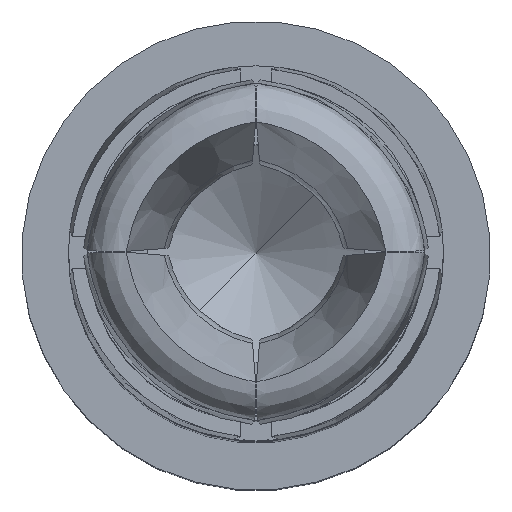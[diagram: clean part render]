
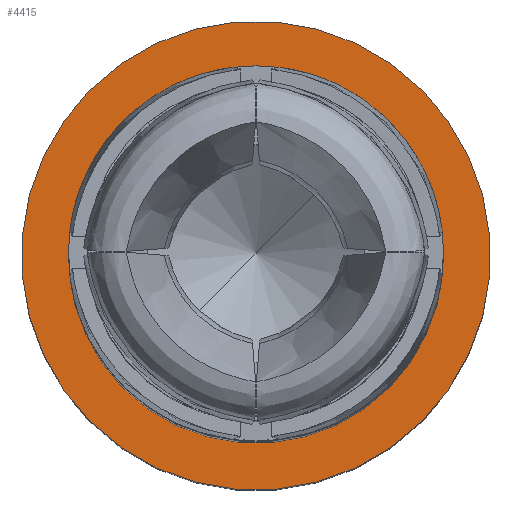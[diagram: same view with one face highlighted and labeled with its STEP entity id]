
A CAD part, top view. The second image highlights one B-rep face of the part: STEP entity #4415.
In plain terms, the highlighted planar face has unit normal (0, 0, 1).
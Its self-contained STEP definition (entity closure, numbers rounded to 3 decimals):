
#1094=CARTESIAN_POINT('',(0.,0.,-6.05));
#1095=DIRECTION('',(0.,0.,-1.));
#1096=DIRECTION('',(0.707,0.707,0.));
#1097=AXIS2_PLACEMENT_3D('',#1094,#1095,#1096);
#1107=CARTESIAN_POINT('',(0.,0.,-6.05));
#1108=DIRECTION('',(0.,0.,1.));
#1109=DIRECTION('',(0.707,0.707,0.));
#1110=AXIS2_PLACEMENT_3D('',#1107,#1108,#1109);
#1166=CARTESIAN_POINT('',(0.,0.,-6.05));
#1167=DIRECTION('',(0.,0.,-1.));
#1168=DIRECTION('',(0.707,0.707,0.));
#1169=AXIS2_PLACEMENT_3D('',#1166,#1167,#1168);
#1171=CARTESIAN_POINT('',(0.,0.,-6.05));
#1172=DIRECTION('',(0.,0.,1.));
#1173=DIRECTION('',(0.707,0.707,0.));
#1174=AXIS2_PLACEMENT_3D('',#1171,#1172,#1173);
#2506=CARTESIAN_POINT('',(0.884,0.884,-6.05));
#2508=VERTEX_POINT('',#2506);
#2509=CARTESIAN_POINT('',(0.707,0.707,-6.05));
#2511=VERTEX_POINT('',#2509);
#2516=CARTESIAN_POINT('',(-0.884,-0.884,-6.05));
#2518=VERTEX_POINT('',#2516);
#2519=CARTESIAN_POINT('',(-0.707,-0.707,-6.05));
#2521=VERTEX_POINT('',#2519);
#4400=CARTESIAN_POINT('',(0.,0.,-6.05));
#4401=DIRECTION('',(0.,0.,-1.));
#4402=DIRECTION('',(-0.707,-0.707,0.));
#4403=AXIS2_PLACEMENT_3D('',#4400,#4401,#4402);
#4404=PLANE('',#4403);
#4406=ORIENTED_EDGE('',*,*,#4405,.T.);
#4408=ORIENTED_EDGE('',*,*,#4407,.F.);
#4409=EDGE_LOOP('',(#4406,#4408));
#4410=FACE_OUTER_BOUND('',#4409,.F.);
#4411=ORIENTED_EDGE('',*,*,#4389,.T.);
#4412=ORIENTED_EDGE('',*,*,#4373,.F.);
#4413=EDGE_LOOP('',(#4411,#4412));
#4414=FACE_BOUND('',#4413,.F.);
#1098=CIRCLE('',#1097,1.);
#1111=CIRCLE('',#1110,1.);
#1170=CIRCLE('',#1169,1.25);
#1175=CIRCLE('',#1174,1.25);
#4373=EDGE_CURVE('',#2511,#2521,#1098,.T.);
#4389=EDGE_CURVE('',#2511,#2521,#1111,.T.);
#4405=EDGE_CURVE('',#2508,#2518,#1170,.T.);
#4407=EDGE_CURVE('',#2508,#2518,#1175,.T.);
#4415=ADVANCED_FACE('',(#4410,#4414),#4404,.F.);
